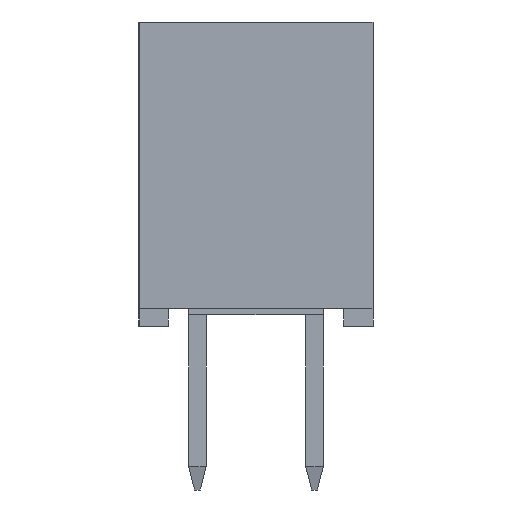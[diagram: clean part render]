
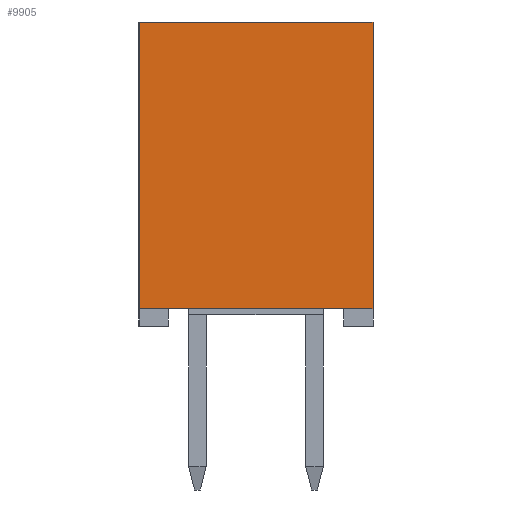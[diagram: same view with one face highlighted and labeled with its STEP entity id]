
A CAD part, front view. The second image highlights one B-rep face of the part: STEP entity #9905.
In plain terms, the highlighted face is planar.
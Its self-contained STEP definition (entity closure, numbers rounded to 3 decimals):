
#457=ORIENTED_EDGE('',*,*,#2615,.F.);
#458=ORIENTED_EDGE('',*,*,#2616,.F.);
#459=ORIENTED_EDGE('',*,*,#2617,.F.);
#460=ORIENTED_EDGE('',*,*,#2618,.F.);
#2615=EDGE_CURVE('',#3687,#3688,#4448,.T.);
#2616=EDGE_CURVE('',#3689,#3687,#4449,.T.);
#2617=EDGE_CURVE('',#3690,#3689,#4450,.T.);
#2618=EDGE_CURVE('',#3688,#3690,#4451,.T.);
#3687=VERTEX_POINT('',#13074);
#3688=VERTEX_POINT('',#13075);
#3689=VERTEX_POINT('',#13077);
#3690=VERTEX_POINT('',#13079);
#4448=LINE('',#13073,#5435);
#4449=LINE('',#13076,#5436);
#4450=LINE('',#13078,#5437);
#4451=LINE('',#13080,#5438);
#5435=VECTOR('',#11018,1000.);
#5436=VECTOR('',#11019,1000.);
#5437=VECTOR('',#11020,1000.);
#5438=VECTOR('',#11021,1000.);
#6284=EDGE_LOOP('',(#457,#458,#459,#460));
#6683=FACE_BOUND('',#6284,.T.);
#7082=PLANE('',#10267);
#9905=ADVANCED_FACE('',(#6683),#7082,.F.);
#10267=AXIS2_PLACEMENT_3D('',#13072,#11016,#11017);
#11016=DIRECTION('',(-1.,0.,0.));
#11017=DIRECTION('',(0.,0.,1.));
#11018=DIRECTION('',(0.,0.,1.));
#11019=DIRECTION('',(0.,-1.,0.));
#11020=DIRECTION('',(0.,0.,-1.));
#11021=DIRECTION('',(0.,1.,0.));
#13072=CARTESIAN_POINT('',(7.05,0.,0.));
#13073=CARTESIAN_POINT('',(7.05,-2.,-1.45));
#13074=CARTESIAN_POINT('',(7.05,-2.,-1.45));
#13075=CARTESIAN_POINT('',(7.05,-2.,3.45));
#13076=CARTESIAN_POINT('',(7.05,2.,-1.45));
#13077=CARTESIAN_POINT('',(7.05,2.,-1.45));
#13078=CARTESIAN_POINT('',(7.05,2.,1.45));
#13079=CARTESIAN_POINT('',(7.05,2.,3.45));
#13080=CARTESIAN_POINT('',(7.05,-2.,3.45));
